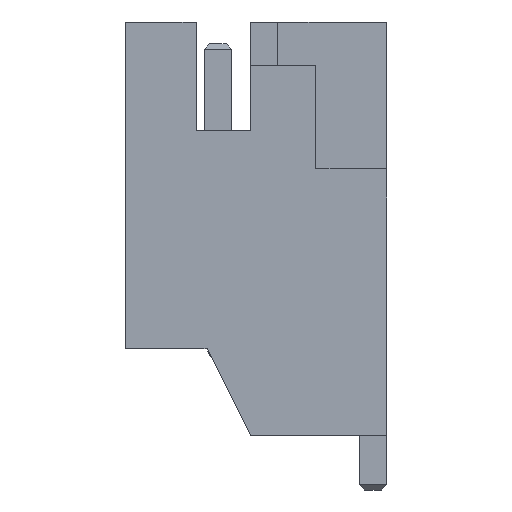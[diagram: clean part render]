
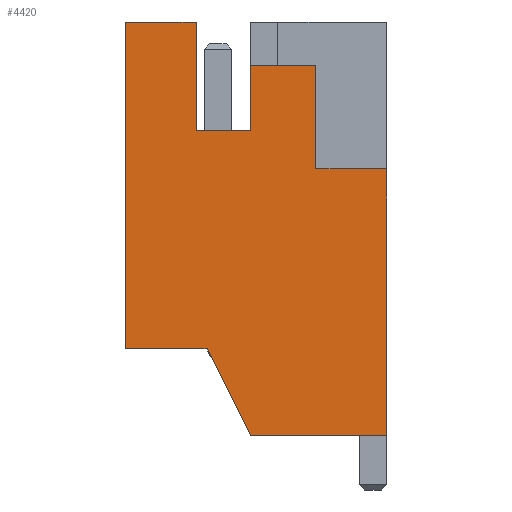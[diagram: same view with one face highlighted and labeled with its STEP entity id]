
A CAD part, left-side view. The second image highlights one B-rep face of the part: STEP entity #4420.
In plain terms, the highlighted planar face has unit normal (-1, 0, 0).
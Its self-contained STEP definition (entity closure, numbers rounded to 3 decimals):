
#134=FACE_OUTER_BOUND('',#380,.T.);
#380=EDGE_LOOP('',(#2995,#2996,#2997,#2998,#2999,#3000,#3001,#3002,#3003,
#3004,#3005,#3006));
#621=LINE('',#6149,#1221);
#625=LINE('',#6156,#1225);
#631=LINE('',#6170,#1231);
#656=LINE('',#6219,#1256);
#682=LINE('',#6271,#1282);
#688=LINE('',#6282,#1288);
#690=LINE('',#6286,#1290);
#692=LINE('',#6289,#1292);
#693=LINE('',#6293,#1293);
#694=LINE('',#6295,#1294);
#695=LINE('',#6297,#1295);
#696=LINE('',#6298,#1296);
#1221=VECTOR('',#4957,10.);
#1225=VECTOR('',#4963,10.);
#1231=VECTOR('',#4973,10.);
#1256=VECTOR('',#5008,10.);
#1282=VECTOR('',#5046,10.);
#1288=VECTOR('',#5054,10.);
#1290=VECTOR('',#5058,10.);
#1292=VECTOR('',#5062,10.);
#1293=VECTOR('',#5067,10.);
#1294=VECTOR('',#5068,10.);
#1295=VECTOR('',#5069,10.);
#1296=VECTOR('',#5070,10.);
#1821=VERTEX_POINT('',#6146);
#1822=VERTEX_POINT('',#6148);
#1824=VERTEX_POINT('',#6154);
#1830=VERTEX_POINT('',#6169);
#1849=VERTEX_POINT('',#6217);
#1868=VERTEX_POINT('',#6268);
#1869=VERTEX_POINT('',#6270);
#1873=VERTEX_POINT('',#6280);
#1874=VERTEX_POINT('',#6284);
#1875=VERTEX_POINT('',#6292);
#1876=VERTEX_POINT('',#6294);
#1877=VERTEX_POINT('',#6296);
#2237=EDGE_CURVE('',#1822,#1821,#621,.T.);
#2241=EDGE_CURVE('',#1821,#1824,#625,.T.);
#2247=EDGE_CURVE('',#1830,#1822,#631,.T.);
#2272=EDGE_CURVE('',#1824,#1849,#656,.T.);
#2298=EDGE_CURVE('',#1869,#1868,#682,.T.);
#2304=EDGE_CURVE('',#1868,#1873,#688,.T.);
#2306=EDGE_CURVE('',#1873,#1874,#690,.T.);
#2308=EDGE_CURVE('',#1874,#1830,#692,.T.);
#2309=EDGE_CURVE('',#1849,#1875,#693,.T.);
#2310=EDGE_CURVE('',#1875,#1876,#694,.T.);
#2311=EDGE_CURVE('',#1876,#1877,#695,.T.);
#2312=EDGE_CURVE('',#1877,#1869,#696,.T.);
#2995=ORIENTED_EDGE('',*,*,#2241,.T.);
#2996=ORIENTED_EDGE('',*,*,#2272,.T.);
#2997=ORIENTED_EDGE('',*,*,#2309,.T.);
#2998=ORIENTED_EDGE('',*,*,#2310,.T.);
#2999=ORIENTED_EDGE('',*,*,#2311,.T.);
#3000=ORIENTED_EDGE('',*,*,#2312,.T.);
#3001=ORIENTED_EDGE('',*,*,#2298,.T.);
#3002=ORIENTED_EDGE('',*,*,#2304,.T.);
#3003=ORIENTED_EDGE('',*,*,#2306,.T.);
#3004=ORIENTED_EDGE('',*,*,#2308,.T.);
#3005=ORIENTED_EDGE('',*,*,#2247,.T.);
#3006=ORIENTED_EDGE('',*,*,#2237,.T.);
#4198=PLANE('',#4676);
#4420=ADVANCED_FACE('',(#134),#4198,.T.);
#4676=AXIS2_PLACEMENT_3D('',#6291,#5065,#5066);
#4957=DIRECTION('',(0.,1.,0.));
#4963=DIRECTION('',(0.,0.,1.));
#4973=DIRECTION('',(0.,0.,-1.));
#5008=DIRECTION('',(0.,1.,0.));
#5046=DIRECTION('',(0.,0.,1.));
#5054=DIRECTION('',(0.,1.,0.));
#5058=DIRECTION('',(0.,0.,1.));
#5062=DIRECTION('',(0.,1.,0.));
#5065=DIRECTION('center_axis',(-1.,0.,0.));
#5066=DIRECTION('ref_axis',(0.,0.,1.));
#5067=DIRECTION('',(0.,0.,-1.));
#5068=DIRECTION('',(0.,-1.,0.));
#5069=DIRECTION('',(0.,-0.447,-0.894));
#5070=DIRECTION('',(0.,-1.,0.));
#6146=CARTESIAN_POINT('',(-7.95,3.5,-2.));
#6148=CARTESIAN_POINT('',(-7.95,2.5,-2.));
#6149=CARTESIAN_POINT('',(-7.95,2.95,-2.));
#6154=CARTESIAN_POINT('',(-7.95,3.5,0.));
#6156=CARTESIAN_POINT('',(-7.95,3.5,-1.5));
#6169=CARTESIAN_POINT('',(-7.95,2.5,-0.8));
#6170=CARTESIAN_POINT('',(-7.95,2.5,-2.5));
#6217=CARTESIAN_POINT('',(-7.95,4.8,0.));
#6219=CARTESIAN_POINT('',(-7.95,0.,0.));
#6268=CARTESIAN_POINT('',(-7.95,0.,-2.7));
#6270=CARTESIAN_POINT('',(-7.95,0.,-7.6));
#6271=CARTESIAN_POINT('',(-7.95,0.,-7.6));
#6280=CARTESIAN_POINT('',(-7.95,1.3,-2.7));
#6282=CARTESIAN_POINT('',(-7.95,1.85,-2.7));
#6284=CARTESIAN_POINT('',(-7.95,1.3,-0.8));
#6286=CARTESIAN_POINT('',(-7.95,1.3,-1.9));
#6289=CARTESIAN_POINT('',(-7.95,2.45,-0.8));
#6291=CARTESIAN_POINT('Origin',(-7.95,2.4,-3.));
#6292=CARTESIAN_POINT('',(-7.95,4.8,-6.));
#6293=CARTESIAN_POINT('',(-7.95,4.8,0.));
#6294=CARTESIAN_POINT('',(-7.95,3.3,-6.));
#6295=CARTESIAN_POINT('',(-7.95,4.8,-6.));
#6296=CARTESIAN_POINT('',(-7.95,2.5,-7.6));
#6297=CARTESIAN_POINT('',(-7.95,3.3,-6.));
#6298=CARTESIAN_POINT('',(-7.95,2.5,-7.6));
